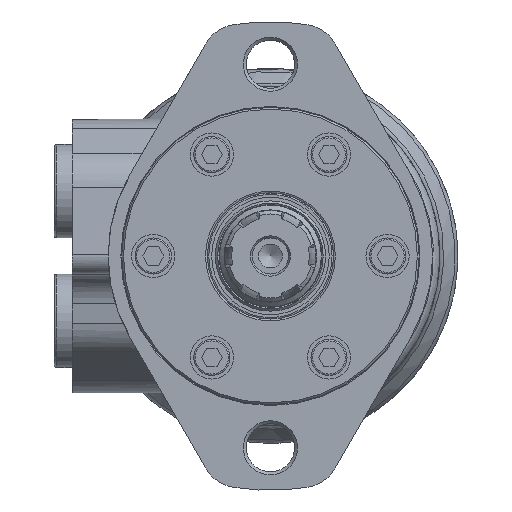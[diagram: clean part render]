
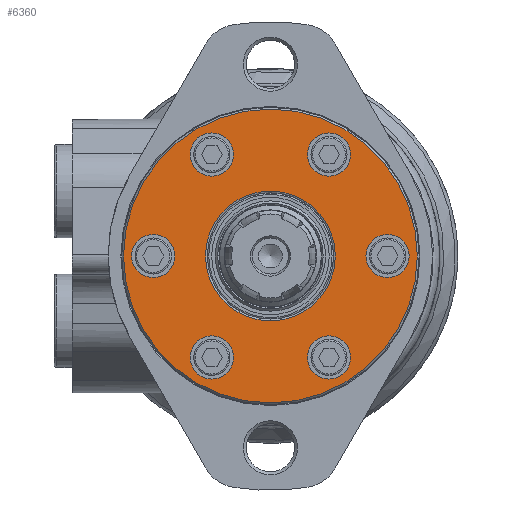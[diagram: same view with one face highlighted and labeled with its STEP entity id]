
A CAD part, left-side view. The second image highlights one B-rep face of the part: STEP entity #6360.
In plain terms, the highlighted planar face has unit normal (-1, 0, 0).
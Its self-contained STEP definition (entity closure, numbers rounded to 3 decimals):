
#616=CIRCLE('',#7009,40.75);
#617=CIRCLE('',#7010,6.);
#618=CIRCLE('',#7011,6.);
#619=CIRCLE('',#7012,6.);
#620=CIRCLE('',#7013,6.);
#621=CIRCLE('',#7014,6.);
#622=CIRCLE('',#7015,6.);
#623=CIRCLE('',#7016,18.);
#1471=ORIENTED_EDGE('',*,*,#2905,.F.);
#1472=ORIENTED_EDGE('',*,*,#2906,.F.);
#1473=ORIENTED_EDGE('',*,*,#2907,.T.);
#1474=ORIENTED_EDGE('',*,*,#2908,.T.);
#1475=ORIENTED_EDGE('',*,*,#2909,.T.);
#1476=ORIENTED_EDGE('',*,*,#2910,.T.);
#1477=ORIENTED_EDGE('',*,*,#2911,.T.);
#1478=ORIENTED_EDGE('',*,*,#2912,.T.);
#2905=EDGE_CURVE('',#3672,#3672,#616,.T.);
#2906=EDGE_CURVE('',#3673,#3673,#617,.F.);
#2907=EDGE_CURVE('',#3674,#3674,#618,.T.);
#2908=EDGE_CURVE('',#3675,#3675,#619,.T.);
#2909=EDGE_CURVE('',#3676,#3676,#620,.T.);
#2910=EDGE_CURVE('',#3677,#3677,#621,.T.);
#2911=EDGE_CURVE('',#3678,#3678,#622,.T.);
#2912=EDGE_CURVE('',#3679,#3679,#623,.T.);
#3672=VERTEX_POINT('',#10557);
#3673=VERTEX_POINT('',#10559);
#3674=VERTEX_POINT('',#10561);
#3675=VERTEX_POINT('',#10563);
#3676=VERTEX_POINT('',#10565);
#3677=VERTEX_POINT('',#10567);
#3678=VERTEX_POINT('',#10569);
#3679=VERTEX_POINT('',#10571);
#5008=EDGE_LOOP('',(#1471));
#5009=EDGE_LOOP('',(#1472));
#5010=EDGE_LOOP('',(#1473));
#5011=EDGE_LOOP('',(#1474));
#5012=EDGE_LOOP('',(#1475));
#5013=EDGE_LOOP('',(#1476));
#5014=EDGE_LOOP('',(#1477));
#5015=EDGE_LOOP('',(#1478));
#5604=FACE_BOUND('',#5008,.T.);
#5605=FACE_BOUND('',#5009,.T.);
#5606=FACE_BOUND('',#5010,.T.);
#5607=FACE_BOUND('',#5011,.T.);
#5608=FACE_BOUND('',#5012,.T.);
#5609=FACE_BOUND('',#5013,.T.);
#5610=FACE_BOUND('',#5014,.T.);
#5611=FACE_BOUND('',#5015,.T.);
#6064=PLANE('',#7008);
#6360=ADVANCED_FACE('',(#5604,#5605,#5606,#5607,#5608,#5609,#5610,#5611),
#6064,.F.);
#7008=AXIS2_PLACEMENT_3D('',#10555,#8256,#8257);
#7009=AXIS2_PLACEMENT_3D('',#10556,#8258,#8259);
#7010=AXIS2_PLACEMENT_3D('',#10558,#8260,#8261);
#7011=AXIS2_PLACEMENT_3D('',#10560,#8262,#8263);
#7012=AXIS2_PLACEMENT_3D('',#10562,#8264,#8265);
#7013=AXIS2_PLACEMENT_3D('',#10564,#8266,#8267);
#7014=AXIS2_PLACEMENT_3D('',#10566,#8268,#8269);
#7015=AXIS2_PLACEMENT_3D('',#10568,#8270,#8271);
#7016=AXIS2_PLACEMENT_3D('',#10570,#8272,#8273);
#8256=DIRECTION('',(1.,0.,0.));
#8257=DIRECTION('',(0.,0.,-1.));
#8258=DIRECTION('',(1.,0.,0.));
#8259=DIRECTION('',(0.,0.,-1.));
#8260=DIRECTION('',(1.,0.,0.));
#8261=DIRECTION('',(0.,0.,-1.));
#8262=DIRECTION('',(1.,0.,0.));
#8263=DIRECTION('',(0.,0.,-1.));
#8264=DIRECTION('',(1.,0.,0.));
#8265=DIRECTION('',(0.,0.,-1.));
#8266=DIRECTION('',(1.,0.,0.));
#8267=DIRECTION('',(0.,0.,-1.));
#8268=DIRECTION('',(1.,0.,0.));
#8269=DIRECTION('',(0.,0.,-1.));
#8270=DIRECTION('',(1.,0.,0.));
#8271=DIRECTION('',(0.,0.,-1.));
#8272=DIRECTION('',(1.,0.,0.));
#8273=DIRECTION('',(0.,0.,-1.));
#10555=CARTESIAN_POINT('',(0.,0.,0.));
#10556=CARTESIAN_POINT('',(0.,0.,0.));
#10557=CARTESIAN_POINT('',(0.,0.,-40.75));
#10558=CARTESIAN_POINT('',(0.,32.5,0.));
#10559=CARTESIAN_POINT('',(0.,32.5,-6.));
#10560=CARTESIAN_POINT('',(0.,16.25,-28.146));
#10561=CARTESIAN_POINT('',(0.,16.25,-34.146));
#10562=CARTESIAN_POINT('',(0.,-16.25,-28.146));
#10563=CARTESIAN_POINT('',(0.,-16.25,-34.146));
#10564=CARTESIAN_POINT('',(0.,-32.5,0.));
#10565=CARTESIAN_POINT('',(0.,-32.5,-6.));
#10566=CARTESIAN_POINT('',(0.,-16.25,28.146));
#10567=CARTESIAN_POINT('',(0.,-16.25,22.146));
#10568=CARTESIAN_POINT('',(0.,16.25,28.146));
#10569=CARTESIAN_POINT('',(0.,16.25,22.146));
#10570=CARTESIAN_POINT('',(0.,0.,0.));
#10571=CARTESIAN_POINT('',(0.,0.,-18.));
